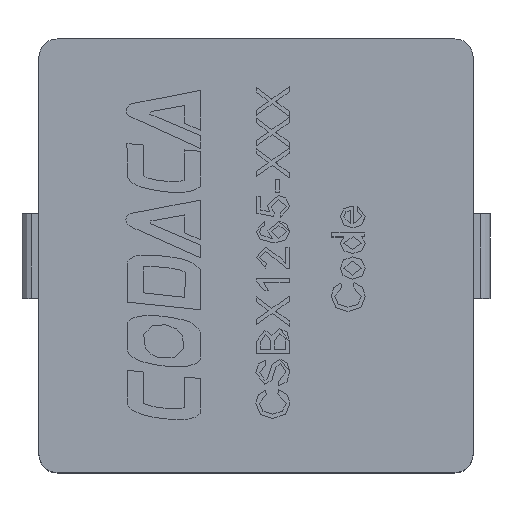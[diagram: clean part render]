
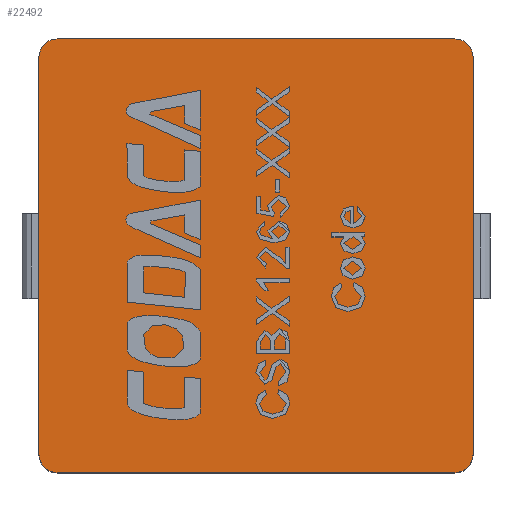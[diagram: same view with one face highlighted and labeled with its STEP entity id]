
A CAD part, top view. The second image highlights one B-rep face of the part: STEP entity #22492.
In plain terms, the highlighted planar face has unit normal (0, 0, 1).
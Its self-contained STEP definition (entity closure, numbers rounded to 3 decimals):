
#21981=CARTESIAN_POINT('',(431.669,360.913,4.7));
#21982=VERTEX_POINT('',#21981);
#21990=CARTESIAN_POINT('',(432.204,360.378,4.7));
#21991=VERTEX_POINT('',#21990);
#21998=CARTESIAN_POINT('',(432.204,360.913,4.7));
#21999=DIRECTION('',(0.,-1.,0.));
#22000=DIRECTION('',(0.,0.,-1.));
#22001=AXIS2_PLACEMENT_3D('',#21998,#22000,#21999);
#22002=CIRCLE('',#22001,0.535);
#22003=EDGE_CURVE('',#21991,#21982,#22002,.T.);
#22015=CARTESIAN_POINT('',(443.934,360.378,4.7));
#22016=VERTEX_POINT('',#22015);
#22023=CARTESIAN_POINT('',(443.934,360.378,4.7));
#22024=DIRECTION('',(-1.,0.,0.));
#22025=VECTOR('',#22024,11.73);
#22026=LINE('',#22023,#22025);
#22027=EDGE_CURVE('',#22016,#21991,#22026,.T.);
#22039=CARTESIAN_POINT('',(444.469,360.913,4.7));
#22040=VERTEX_POINT('',#22039);
#22047=CARTESIAN_POINT('',(443.934,360.913,4.7));
#22048=DIRECTION('',(1.,0.,0.));
#22049=DIRECTION('',(0.,0.,-1.));
#22050=AXIS2_PLACEMENT_3D('',#22047,#22049,#22048);
#22051=CIRCLE('',#22050,0.535);
#22052=EDGE_CURVE('',#22040,#22016,#22051,.T.);
#22192=CARTESIAN_POINT('',(444.469,372.643,4.7));
#22193=VERTEX_POINT('',#22192);
#22201=CARTESIAN_POINT('',(443.934,373.178,4.7));
#22202=VERTEX_POINT('',#22201);
#22209=CARTESIAN_POINT('',(443.934,372.643,4.7));
#22210=DIRECTION('',(0.,1.,0.));
#22211=DIRECTION('',(0.,0.,-1.));
#22212=AXIS2_PLACEMENT_3D('',#22209,#22211,#22210);
#22213=CIRCLE('',#22212,0.535);
#22214=EDGE_CURVE('',#22202,#22193,#22213,.T.);
#22226=CARTESIAN_POINT('',(432.204,373.178,4.7));
#22227=VERTEX_POINT('',#22226);
#22234=CARTESIAN_POINT('',(432.204,373.178,4.7));
#22235=DIRECTION('',(1.,0.,0.));
#22236=VECTOR('',#22235,11.73);
#22237=LINE('',#22234,#22236);
#22238=EDGE_CURVE('',#22227,#22202,#22237,.T.);
#22250=CARTESIAN_POINT('',(431.669,372.643,4.7));
#22251=VERTEX_POINT('',#22250);
#22258=CARTESIAN_POINT('',(432.204,372.643,4.7));
#22259=DIRECTION('',(-1.,0.,0.));
#22260=DIRECTION('',(0.,0.,-1.));
#22261=AXIS2_PLACEMENT_3D('',#22258,#22260,#22259);
#22262=CIRCLE('',#22261,0.535);
#22263=EDGE_CURVE('',#22251,#22227,#22262,.T.);
#22415=CARTESIAN_POINT('',(444.469,372.643,4.7));
#22416=DIRECTION('',(0.,-1.,0.));
#22417=VECTOR('',#22416,11.73);
#22418=LINE('',#22415,#22417);
#22419=EDGE_CURVE('',#22193,#22040,#22418,.T.);
#22441=CARTESIAN_POINT('',(431.669,360.913,4.7));
#22442=DIRECTION('',(0.,1.,0.));
#22443=VECTOR('',#22442,11.73);
#22444=LINE('',#22441,#22443);
#22445=EDGE_CURVE('',#21982,#22251,#22444,.T.);
#22477=CARTESIAN_POINT('',(438.069,366.778,4.7));
#22478=DIRECTION('',(0.,-1.,0.));
#22479=DIRECTION('',(0.,0.,1.));
#22480=AXIS2_PLACEMENT_3D('',#22477,#22479,#22478);
#22481=PLANE('',#22480);
#22482=ORIENTED_EDGE('',*,*,#22445,.F.);
#22483=ORIENTED_EDGE('',*,*,#22003,.F.);
#22484=ORIENTED_EDGE('',*,*,#22027,.F.);
#22485=ORIENTED_EDGE('',*,*,#22052,.F.);
#22486=ORIENTED_EDGE('',*,*,#22419,.F.);
#22487=ORIENTED_EDGE('',*,*,#22214,.F.);
#22488=ORIENTED_EDGE('',*,*,#22238,.F.);
#22489=ORIENTED_EDGE('',*,*,#22263,.F.);
#22490=EDGE_LOOP('',(#22482,#22483,#22484,#22485,#22486,#22487,#22488,#22489));
#22491=FACE_OUTER_BOUND('',#22490,.T.);
#22492=ADVANCED_FACE('',(#22491),#22481,.T.);
